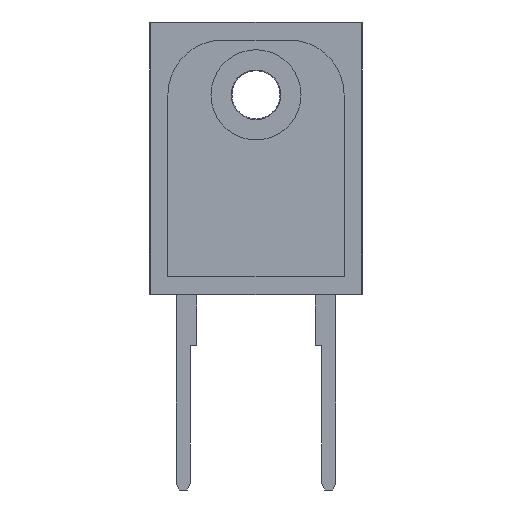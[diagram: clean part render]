
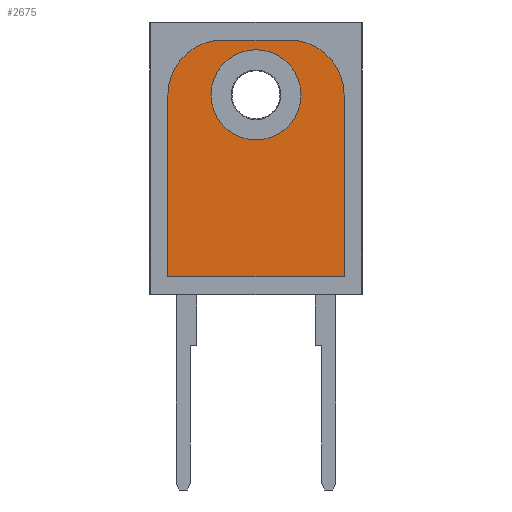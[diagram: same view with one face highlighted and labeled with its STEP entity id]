
A CAD part, front view. The second image highlights one B-rep face of the part: STEP entity #2675.
In plain terms, the highlighted planar face has unit normal (0, -1, 0).
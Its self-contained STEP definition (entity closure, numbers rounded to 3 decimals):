
#2053 = VERTEX_POINT('',#2054);
#2054 = CARTESIAN_POINT('',(7.912,-2.355,22.232));
#2060 = EDGE_CURVE('',#2061,#2053,#2063,.T.);
#2061 = VERTEX_POINT('',#2062);
#2062 = CARTESIAN_POINT('',(11.912,-2.355,18.232));
#2063 = CIRCLE('',#2064,4.);
#2064 = AXIS2_PLACEMENT_3D('',#2065,#2066,#2067);
#2065 = CARTESIAN_POINT('',(7.912,-2.355,18.232));
#2066 = DIRECTION('',(0.,-1.,0.));
#2067 = DIRECTION('',(1.,0.,0.));
#2085 = EDGE_CURVE('',#2086,#2061,#2088,.T.);
#2086 = VERTEX_POINT('',#2087);
#2087 = CARTESIAN_POINT('',(11.912,-2.355,5.008));
#2088 = LINE('',#2089,#2090);
#2089 = CARTESIAN_POINT('',(11.912,-2.355,5.008));
#2090 = VECTOR('',#2091,1.);
#2091 = DIRECTION('',(0.,0.,1.));
#2109 = EDGE_CURVE('',#2110,#2086,#2112,.T.);
#2110 = VERTEX_POINT('',#2111);
#2111 = CARTESIAN_POINT('',(-0.912,-2.355,5.008));
#2112 = LINE('',#2113,#2114);
#2113 = CARTESIAN_POINT('',(-0.912,-2.355,5.008));
#2114 = VECTOR('',#2115,1.);
#2115 = DIRECTION('',(1.,0.,0.));
#2133 = EDGE_CURVE('',#2134,#2110,#2136,.T.);
#2134 = VERTEX_POINT('',#2135);
#2135 = CARTESIAN_POINT('',(-0.912,-2.355,18.232));
#2136 = LINE('',#2137,#2138);
#2137 = CARTESIAN_POINT('',(-0.912,-2.355,18.232));
#2138 = VECTOR('',#2139,1.);
#2139 = DIRECTION('',(0.,0.,-1.));
#2157 = EDGE_CURVE('',#2158,#2134,#2160,.T.);
#2158 = VERTEX_POINT('',#2159);
#2159 = CARTESIAN_POINT('',(3.088,-2.355,22.232));
#2160 = CIRCLE('',#2161,4.);
#2161 = AXIS2_PLACEMENT_3D('',#2162,#2163,#2164);
#2162 = CARTESIAN_POINT('',(3.088,-2.355,18.232));
#2163 = DIRECTION('',(0.,-1.,0.));
#2164 = DIRECTION('',(0.,0.,1.));
#2182 = EDGE_CURVE('',#2053,#2158,#2183,.T.);
#2183 = LINE('',#2184,#2185);
#2184 = CARTESIAN_POINT('',(7.912,-2.355,22.232));
#2185 = VECTOR('',#2186,1.);
#2186 = DIRECTION('',(-1.,0.,0.));
#2675 = ADVANCED_FACE('',(#2676,#2684),#2695,.F.);
#2676 = FACE_BOUND('',#2677,.T.);
#2677 = EDGE_LOOP('',(#2678,#2679,#2680,#2681,#2682,#2683));
#2678 = ORIENTED_EDGE('',*,*,#2085,.T.);
#2679 = ORIENTED_EDGE('',*,*,#2060,.T.);
#2680 = ORIENTED_EDGE('',*,*,#2182,.T.);
#2681 = ORIENTED_EDGE('',*,*,#2157,.T.);
#2682 = ORIENTED_EDGE('',*,*,#2133,.T.);
#2683 = ORIENTED_EDGE('',*,*,#2109,.T.);
#2684 = FACE_BOUND('',#2685,.T.);
#2685 = EDGE_LOOP('',(#2686));
#2686 = ORIENTED_EDGE('',*,*,#2687,.T.);
#2687 = EDGE_CURVE('',#2688,#2688,#2690,.T.);
#2688 = VERTEX_POINT('',#2689);
#2689 = CARTESIAN_POINT('',(8.779,-2.355,18.245));
#2690 = CIRCLE('',#2691,3.279);
#2691 = AXIS2_PLACEMENT_3D('',#2692,#2693,#2694);
#2692 = CARTESIAN_POINT('',(5.5,-2.355,18.245));
#2693 = DIRECTION('',(0.,1.,0.));
#2694 = DIRECTION('',(-1.,0.,0.));
#2695 = PLANE('',#2696);
#2696 = AXIS2_PLACEMENT_3D('',#2697,#2698,#2699);
#2697 = CARTESIAN_POINT('',(5.5,-2.355,12.605));
#2698 = DIRECTION('',(0.,1.,0.));
#2699 = DIRECTION('',(-1.,0.,0.));
